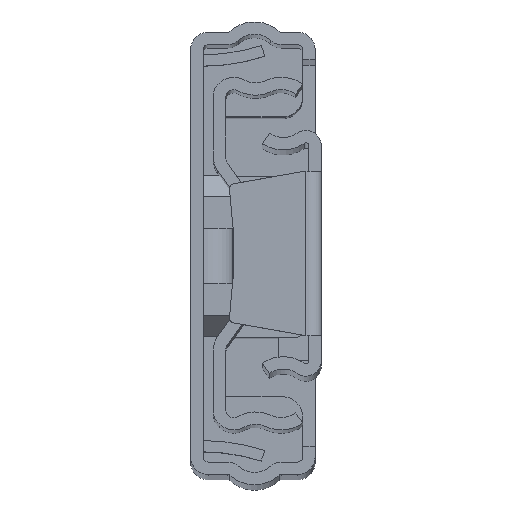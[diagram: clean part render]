
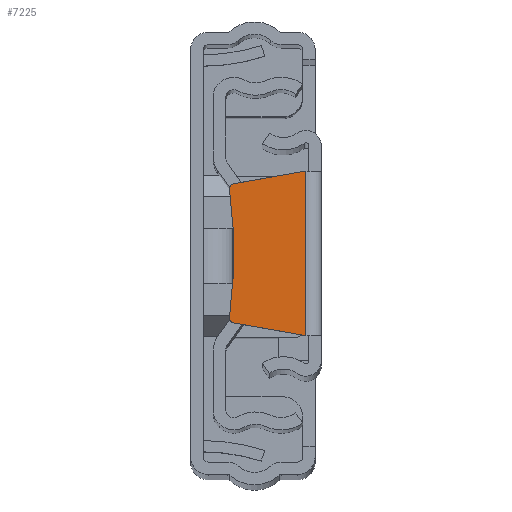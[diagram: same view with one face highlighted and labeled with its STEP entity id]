
A CAD part, top view. The second image highlights one B-rep face of the part: STEP entity #7225.
In plain terms, the highlighted planar face has unit normal (0, 0, 1).
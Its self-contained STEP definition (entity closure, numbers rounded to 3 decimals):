
#627=CIRCLE('',#7843,0.5);
#629=CIRCLE('',#7848,0.5);
#631=CIRCLE('',#7851,44.84);
#1168=FACE_OUTER_BOUND('',#1585,.T.);
#1585=EDGE_LOOP('',(#6203,#6204,#6205,#6206,#6207,#6208));
#2194=LINE('',#11879,#2851);
#2198=LINE('',#11888,#2855);
#2201=LINE('',#11900,#2858);
#2851=VECTOR('',#9589,7.131);
#2855=VECTOR('',#9595,7.131);
#2858=VECTOR('',#9612,16.);
#3522=VERTEX_POINT('',#11870);
#3523=VERTEX_POINT('',#11872);
#3525=VERTEX_POINT('',#11878);
#3528=VERTEX_POINT('',#11885);
#3529=VERTEX_POINT('',#11887);
#3531=VERTEX_POINT('',#11893);
#4460=EDGE_CURVE('',#3523,#3522,#627,.T.);
#4463=EDGE_CURVE('',#3525,#3523,#2194,.T.);
#4467=EDGE_CURVE('',#3529,#3528,#2198,.T.);
#4470=EDGE_CURVE('',#3531,#3529,#629,.T.);
#4473=EDGE_CURVE('',#3522,#3531,#631,.T.);
#4474=EDGE_CURVE('',#3528,#3525,#2201,.T.);
#6203=ORIENTED_EDGE('',*,*,#4463,.T.);
#6204=ORIENTED_EDGE('',*,*,#4460,.T.);
#6205=ORIENTED_EDGE('',*,*,#4473,.T.);
#6206=ORIENTED_EDGE('',*,*,#4470,.T.);
#6207=ORIENTED_EDGE('',*,*,#4467,.T.);
#6208=ORIENTED_EDGE('',*,*,#4474,.T.);
#6901=PLANE('',#7852);
#7225=ADVANCED_FACE('',(#1168),#6901,.T.);
#7843=AXIS2_PLACEMENT_3D('',#11873,#9583,#9584);
#7848=AXIS2_PLACEMENT_3D('',#11894,#9601,#9602);
#7851=AXIS2_PLACEMENT_3D('',#11898,#9608,#9609);
#7852=AXIS2_PLACEMENT_3D('',#11899,#9610,#9611);
#9583=DIRECTION('center_axis',(0.,0.,1.));
#9584=DIRECTION('ref_axis',(0.174,-0.985,0.));
#9589=DIRECTION('',(-0.985,-0.174,0.));
#9595=DIRECTION('',(0.985,-0.174,0.));
#9601=DIRECTION('center_axis',(0.,0.,1.));
#9602=DIRECTION('ref_axis',(0.99,-0.138,0.));
#9608=DIRECTION('center_axis',(0.,0.,-1.));
#9609=DIRECTION('ref_axis',(0.99,-0.138,0.));
#9610=DIRECTION('center_axis',(0.,0.,1.));
#9611=DIRECTION('ref_axis',(1.,0.,0.));
#9612=DIRECTION('',(0.,1.,0.));
#11870=CARTESIAN_POINT('',(-4.631,6.2,287.5));
#11872=CARTESIAN_POINT('',(-4.222,6.762,287.5));
#11873=CARTESIAN_POINT('Origin',(-4.136,6.269,287.5));
#11878=CARTESIAN_POINT('',(2.8,8.,287.5));
#11879=CARTESIAN_POINT('',(-1.521,7.238,287.5));
#11885=CARTESIAN_POINT('',(2.8,-8.,287.5));
#11887=CARTESIAN_POINT('',(-4.222,-6.762,287.5));
#11888=CARTESIAN_POINT('',(-5.032,-6.619,287.5));
#11893=CARTESIAN_POINT('',(-4.631,-6.2,287.5));
#11894=CARTESIAN_POINT('Origin',(-4.136,-6.269,287.5));
#11898=CARTESIAN_POINT('Origin',(-49.04,0.,
287.5));
#11899=CARTESIAN_POINT('Origin',(-4.7,0.,287.5));
#11900=CARTESIAN_POINT('',(2.8,0.,287.5));
